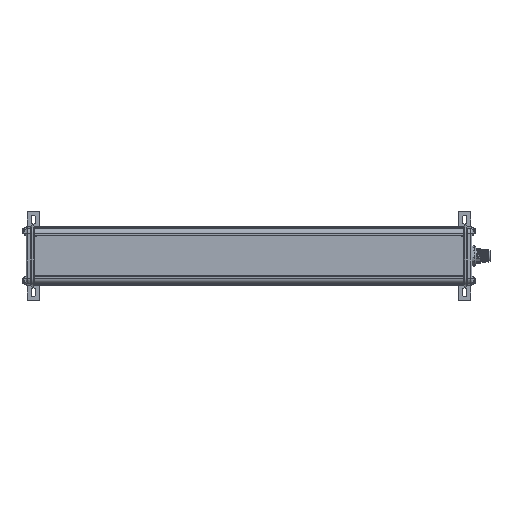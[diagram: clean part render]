
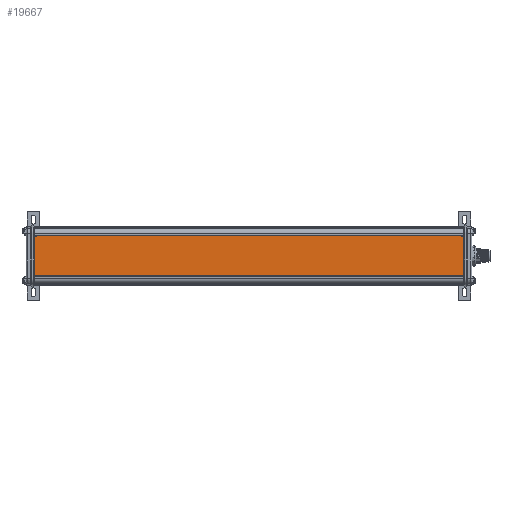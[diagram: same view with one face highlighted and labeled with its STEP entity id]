
A CAD part, top view. The second image highlights one B-rep face of the part: STEP entity #19667.
In plain terms, the highlighted planar face has unit normal (0, 0, 1).
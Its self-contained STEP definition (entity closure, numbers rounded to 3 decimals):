
#190 = DIRECTION ( 'NONE',  ( 0., 0., 1. ) ) ;
#1305 = CARTESIAN_POINT ( 'NONE',  ( -292.823, -10.605, 4.537 ) ) ;
#1442 = VERTEX_POINT ( 'NONE', #15365 ) ;
#3646 = DIRECTION ( 'NONE',  ( 0., 1., 0. ) ) ;
#4323 = FACE_OUTER_BOUND ( 'NONE', #9391, .T. ) ;
#4876 = DIRECTION ( 'NONE',  ( 0., 0., 1. ) ) ;
#4940 = DIRECTION ( 'NONE',  ( 0., -1., 0. ) ) ;
#5282 = EDGE_CURVE ( 'Defeatured_0_342+Defeatured_0_337+Defeatured_0_336+Defeatured_0_338', #15756, #21596, #19635, .T. ) ;
#5479 = DIRECTION ( 'NONE',  ( 0., -1., 0. ) ) ;
#6570 = LINE ( 'NONE', #7130, #19899 ) ;
#6734 = CARTESIAN_POINT ( 'NONE',  ( -290.283, -13.145, 4.537 ) ) ;
#7061 = EDGE_CURVE ( 'Defeatured_0_342+Defeatured_0_341+Defeatured_0_340+Defeatured_0_334', #16791, #13318, #6570, .T. ) ;
#7130 = CARTESIAN_POINT ( 'NONE',  ( 124.177, 23.315, 4.537 ) ) ;
#8389 = LINE ( 'NONE', #23777, #23265 ) ;
#8532 = EDGE_CURVE ( 'Defeatured_0_342+Defeatured_0_338+Defeatured_0_337+Defeatured_0_339', #21596, #20004, #25464, .T. ) ;
#8752 = CARTESIAN_POINT ( 'NONE',  ( -292.823, 23.315, 4.537 ) ) ;
#8817 = AXIS2_PLACEMENT_3D ( 'NONE', #23314, #25521, #5479 ) ;
#8916 = CARTESIAN_POINT ( 'NONE',  ( 121.637, 23.315, 4.537 ) ) ;
#9335 = CARTESIAN_POINT ( 'NONE',  ( 124.177, 23.315, 4.537 ) ) ;
#9391 = EDGE_LOOP ( 'NONE', ( #9814, #24029, #18447, #11794, #12323, #9714, #11115, #20452 ) ) ;
#9547 = EDGE_CURVE ( 'Defeatured_0_342+Defeatured_0_335+Defeatured_0_334+Defeatured_0_336', #19569, #1442, #8389, .T. ) ;
#9692 = AXIS2_PLACEMENT_3D ( 'NONE', #25020, #15089, #3646 ) ;
#9714 = ORIENTED_EDGE ( 'NONE', *, *, #18000, .T. ) ;
#9814 = ORIENTED_EDGE ( 'NONE', *, *, #23532, .T. ) ;
#10380 = AXIS2_PLACEMENT_3D ( 'NONE', #8916, #4876, #20575 ) ;
#10463 = AXIS2_PLACEMENT_3D ( 'NONE', #16133, #190, #13937 ) ;
#10496 = DIRECTION ( 'NONE',  ( 1., 0., 0. ) ) ;
#11115 = ORIENTED_EDGE ( 'NONE', *, *, #11476, .T. ) ;
#11476 = EDGE_CURVE ( 'Defeatured_0_342+Defeatured_0_340+Defeatured_0_339+Defeatured_0_341', #13401, #16791, #22318, .T. ) ;
#11794 = ORIENTED_EDGE ( 'NONE', *, *, #5282, .T. ) ;
#11826 = EDGE_CURVE ( 'Defeatured_0_342+Defeatured_0_336+Defeatured_0_335+Defeatured_0_337', #1442, #15756, #20119, .T. ) ;
#12323 = ORIENTED_EDGE ( 'NONE', *, *, #8532, .T. ) ;
#12806 = DIRECTION ( 'NONE',  ( 0., 0., 1. ) ) ;
#13318 = VERTEX_POINT ( 'NONE', #9335 ) ;
#13401 = VERTEX_POINT ( 'NONE', #17332 ) ;
#13937 = DIRECTION ( 'NONE',  ( 0., -1., 0. ) ) ;
#14432 = CIRCLE ( 'NONE', #10463, 2.54 ) ;
#14900 = CARTESIAN_POINT ( 'NONE',  ( -290.283, -13.145, 4.537 ) ) ;
#15089 = DIRECTION ( 'NONE',  ( 0., 0., 1. ) ) ;
#15365 = CARTESIAN_POINT ( 'NONE',  ( -290.283, 25.855, 4.537 ) ) ;
#15756 = VERTEX_POINT ( 'NONE', #22640 ) ;
#16133 = CARTESIAN_POINT ( 'NONE',  ( 121.637, 23.315, 4.537 ) ) ;
#16791 = VERTEX_POINT ( 'NONE', #24111 ) ;
#16904 = DIRECTION ( 'NONE',  ( 0., -1., 0. ) ) ;
#17332 = CARTESIAN_POINT ( 'NONE',  ( 121.637, -13.145, 4.537 ) ) ;
#17452 = VECTOR ( 'NONE', #4940, 1000. ) ;
#18000 = EDGE_CURVE ( 'Defeatured_0_342+Defeatured_0_339+Defeatured_0_338+Defeatured_0_340', #20004, #13401, #18316, .T. ) ;
#18316 = LINE ( 'NONE', #6734, #21423 ) ;
#18447 = ORIENTED_EDGE ( 'NONE', *, *, #11826, .T. ) ;
#19569 = VERTEX_POINT ( 'NONE', #20320 ) ;
#19635 = LINE ( 'NONE', #8752, #17452 ) ;
#19667 = ADVANCED_FACE ( 'Defeatured_0_342', ( #4323 ), #24744, .T. ) ;
#19899 = VECTOR ( 'NONE', #23160, 1000. ) ;
#20004 = VERTEX_POINT ( 'NONE', #14900 ) ;
#20119 = CIRCLE ( 'NONE', #8817, 2.54 ) ;
#20320 = CARTESIAN_POINT ( 'NONE',  ( 121.637, 25.855, 4.537 ) ) ;
#20452 = ORIENTED_EDGE ( 'NONE', *, *, #7061, .T. ) ;
#20575 = DIRECTION ( 'NONE',  ( 0., -1., 0. ) ) ;
#21423 = VECTOR ( 'NONE', #10496, 1000. ) ;
#21596 = VERTEX_POINT ( 'NONE', #1305 ) ;
#21966 = DIRECTION ( 'NONE',  ( -1., 0., 0. ) ) ;
#22318 = CIRCLE ( 'NONE', #23348, 2.54 ) ;
#22640 = CARTESIAN_POINT ( 'NONE',  ( -292.823, 23.315, 4.537 ) ) ;
#22808 = CARTESIAN_POINT ( 'NONE',  ( 121.637, -10.605, 4.537 ) ) ;
#23160 = DIRECTION ( 'NONE',  ( 0., 1., 0. ) ) ;
#23265 = VECTOR ( 'NONE', #21966, 1000. ) ;
#23314 = CARTESIAN_POINT ( 'NONE',  ( -290.283, 23.315, 4.537 ) ) ;
#23348 = AXIS2_PLACEMENT_3D ( 'NONE', #22808, #12806, #16904 ) ;
#23532 = EDGE_CURVE ( 'Defeatured_0_342+Defeatured_0_334+Defeatured_0_341+Defeatured_0_335', #13318, #19569, #14432, .T. ) ;
#23777 = CARTESIAN_POINT ( 'NONE',  ( -290.283, 25.855, 4.537 ) ) ;
#24029 = ORIENTED_EDGE ( 'NONE', *, *, #9547, .T. ) ;
#24111 = CARTESIAN_POINT ( 'NONE',  ( 124.177, -10.605, 4.537 ) ) ;
#24744 = PLANE ( 'NONE',  #10380 ) ;
#25020 = CARTESIAN_POINT ( 'NONE',  ( -290.283, -10.605, 4.537 ) ) ;
#25464 = CIRCLE ( 'NONE', #9692, 2.54 ) ;
#25521 = DIRECTION ( 'NONE',  ( 0., 0., 1. ) ) ;
